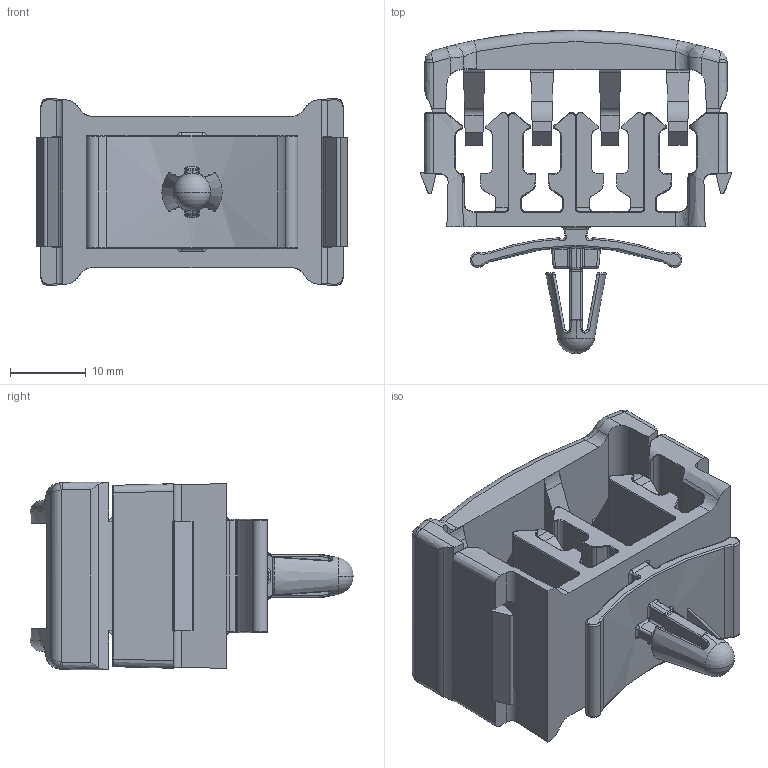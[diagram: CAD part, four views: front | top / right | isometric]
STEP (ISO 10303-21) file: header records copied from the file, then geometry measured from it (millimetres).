
FILE_DESCRIPTION (( 'STEP AP203' ), '1' );
FILE_NAME ('093600AB06.STEP', '2012-09-05T14:51:51', ( '' ), ( '' ), 'SwSTEP 2.0', 'SolidWorks 2012', '' );
FILE_SCHEMA (( 'CONFIG_CONTROL_DESIGN' ));
Length unit declared in the file: millimetre
Products named in the file (1): 093600AB06
Bounding box: 41.19 x 42.8 x 24.82 mm (x, y, z)
Volume: 9864 mm3; surface area: 10869.9 mm2
Topology: 2 solids, 2 shells, 731 faces, 1847 edges, 1099 vertices
Faces by surface type: cylinder 264, bspline 167, plane 162, torus 116, sphere 14, cone 8
Entity records: 27101 total; most frequent: CARTESIAN_POINT 10861, ORIENTED_EDGE 3646, DIRECTION 3154, EDGE_CURVE 1823, AXIS2_PLACEMENT_3D 1232, VERTEX_POINT 1099, EDGE_LOOP 738, FACE_OUTER_BOUND 731
